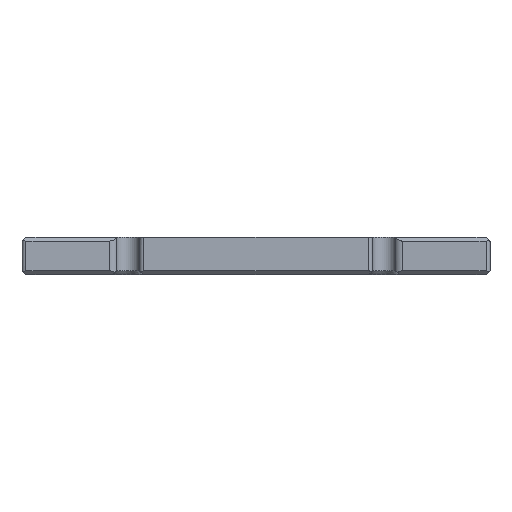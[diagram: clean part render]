
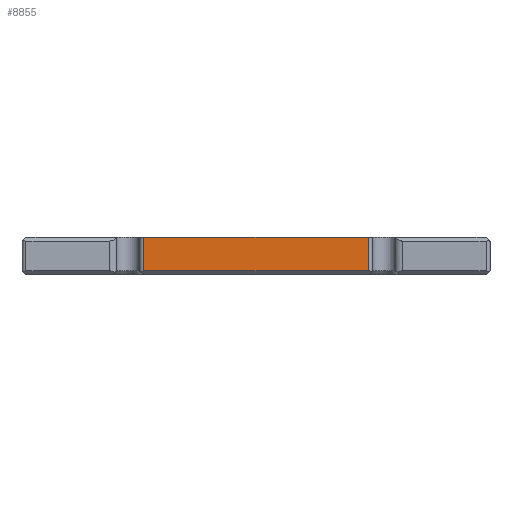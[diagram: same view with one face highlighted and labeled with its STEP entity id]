
A CAD part, left-side view. The second image highlights one B-rep face of the part: STEP entity #8855.
In plain terms, the highlighted planar face has unit normal (-1, 0, 0).
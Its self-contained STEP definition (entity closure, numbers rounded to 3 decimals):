
#72 = CARTESIAN_POINT ( 'NONE',  ( -4.8, 15.45, 4.8 ) ) ;
#81 = EDGE_CURVE ( 'NONE', #6886, #1127, #10419, .T. ) ;
#249 = DIRECTION ( 'NONE',  ( 1., 0., 0. ) ) ;
#1127 = VERTEX_POINT ( 'NONE', #7421 ) ;
#1718 = VECTOR ( 'NONE', #4889, 1000. ) ;
#1918 = AXIS2_PLACEMENT_3D ( 'NONE', #2122, #249, #9410 ) ;
#2122 = CARTESIAN_POINT ( 'NONE',  ( -4.8, 44.55, 4.8 ) ) ;
#2665 = CARTESIAN_POINT ( 'NONE',  ( -4.8, 15.45, 4.8 ) ) ;
#2904 = VECTOR ( 'NONE', #6511, 1000. ) ;
#3164 = LINE ( 'NONE', #6827, #8218 ) ;
#4050 = CARTESIAN_POINT ( 'NONE',  ( -4.8, 44.05, 0.5 ) ) ;
#4602 = VERTEX_POINT ( 'NONE', #2665 ) ;
#4889 = DIRECTION ( 'NONE',  ( 0., -1., 0. ) ) ;
#5004 = EDGE_CURVE ( 'NONE', #8520, #6886, #3164, .T. ) ;
#6105 = DIRECTION ( 'NONE',  ( 0., 0., -1. ) ) ;
#6165 = EDGE_CURVE ( 'NONE', #8520, #4602, #9384, .T. ) ;
#6511 = DIRECTION ( 'NONE',  ( 0., 0., 1. ) ) ;
#6754 = FACE_OUTER_BOUND ( 'NONE', #10192, .T. ) ;
#6815 = PLANE ( 'NONE',  #1918 ) ;
#6825 = EDGE_CURVE ( 'NONE', #1127, #4602, #9345, .T. ) ;
#6827 = CARTESIAN_POINT ( 'NONE',  ( -4.8, 44.05, 4.8 ) ) ;
#6886 = VERTEX_POINT ( 'NONE', #4050 ) ;
#7421 = CARTESIAN_POINT ( 'NONE',  ( -4.8, 15.45, 0.5 ) ) ;
#7458 = DIRECTION ( 'NONE',  ( 0., -1., 0. ) ) ;
#7512 = CARTESIAN_POINT ( 'NONE',  ( -4.8, 44.05, 4.8 ) ) ;
#7631 = CARTESIAN_POINT ( 'NONE',  ( -4.8, 44.55, 4.8 ) ) ;
#7713 = CARTESIAN_POINT ( 'NONE',  ( -4.8, 44.55, 0.5 ) ) ;
#8218 = VECTOR ( 'NONE', #6105, 1000. ) ;
#8520 = VERTEX_POINT ( 'NONE', #7512 ) ;
#8780 = VECTOR ( 'NONE', #7458, 1000. ) ;
#8855 = ADVANCED_FACE ( 'NONE', ( #6754 ), #6815, .F. ) ;
#8948 = ORIENTED_EDGE ( 'NONE', *, *, #81, .T. ) ;
#9345 = LINE ( 'NONE', #72, #2904 ) ;
#9384 = LINE ( 'NONE', #7631, #8780 ) ;
#9410 = DIRECTION ( 'NONE',  ( 0., 0., -1. ) ) ;
#9757 = ORIENTED_EDGE ( 'NONE', *, *, #6165, .F. ) ;
#10192 = EDGE_LOOP ( 'NONE', ( #9757, #10691, #8948, #10937 ) ) ;
#10419 = LINE ( 'NONE', #7713, #1718 ) ;
#10691 = ORIENTED_EDGE ( 'NONE', *, *, #5004, .T. ) ;
#10937 = ORIENTED_EDGE ( 'NONE', *, *, #6825, .T. ) ;
